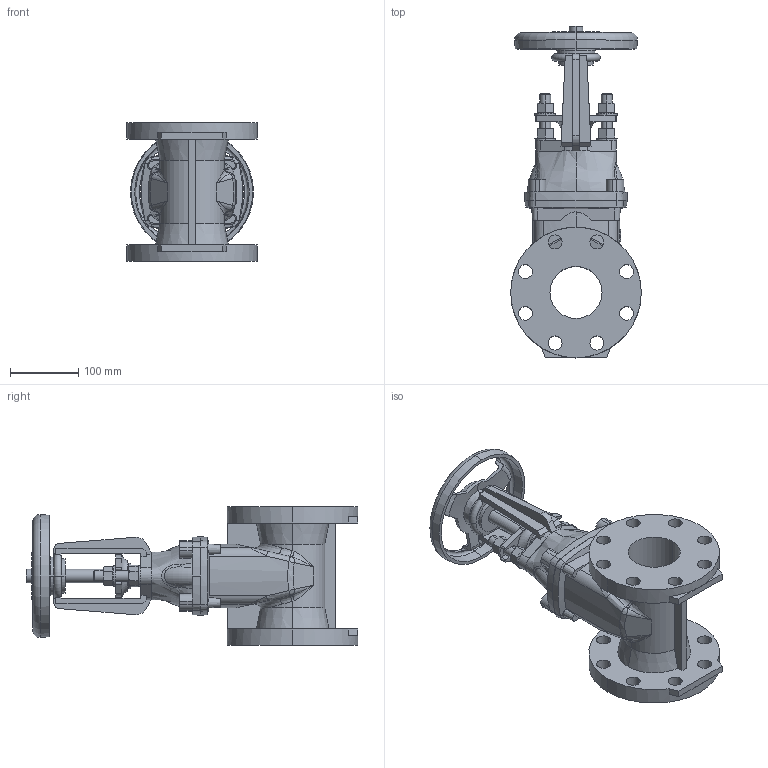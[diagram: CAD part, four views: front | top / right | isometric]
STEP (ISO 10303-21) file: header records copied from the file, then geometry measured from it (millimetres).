
FILE_DESCRIPTION (( 'STEP AP203' ), '1' );
FILE_NAME ('O_45_56_DN080_X1_AA1_step.step', '2015-08-25T09:20:49', ( 'Windows User' ), ( 'AVK' ), 'SwSTEP 2.0', 'SolidWorks 2012', '' );
FILE_SCHEMA (( 'CONFIG_CONTROL_DESIGN' ));
Length unit declared in the file: millimetre
Products named in the file (1): O_45_56_DN080_X1_AA1_step
Bounding box: 191 x 485.5 x 203 mm (x, y, z)
Volume: 4008977.6 mm3; surface area: 446286.4 mm2
Topology: 1 solids, 1 shells, 567 faces, 1517 edges, 959 vertices
Faces by surface type: plane 205, cylinder 160, bspline 92, cone 87, torus 23
Entity records: 26210 total; most frequent: CARTESIAN_POINT 12792, ORIENTED_EDGE 3026, DIRECTION 2514, EDGE_CURVE 1513, AXIS2_PLACEMENT_3D 1012, VERTEX_POINT 959, EDGE_LOOP 626, ADVANCED_FACE 567
